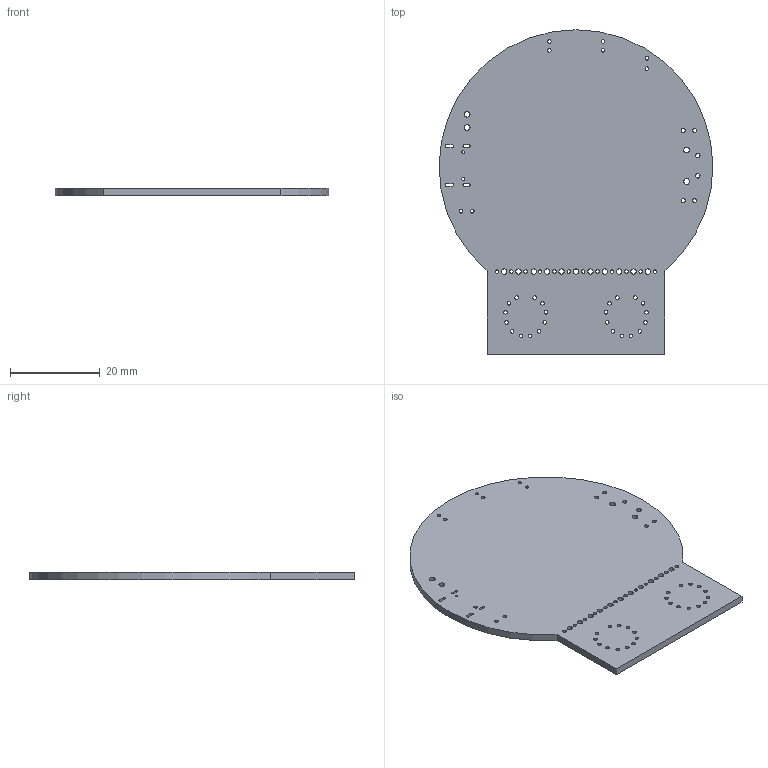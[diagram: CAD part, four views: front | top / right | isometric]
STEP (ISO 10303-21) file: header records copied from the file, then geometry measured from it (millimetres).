
FILE_DESCRIPTION(('KiCad electronic assembly'),'2;1');
FILE_NAME('IN-8.step','2023-01-11T18:26:05',('Pcbnew'),('Kicad'), 'Open CASCADE STEP processor 7.6','KiCad to STEP converter','Unknown' );
FILE_SCHEMA(('AUTOMOTIVE_DESIGN { 1 0 10303 214 1 1 1 1 }'));
Length unit declared in the file: millimetre
Products named in the file (2): IN-8 1; IN-8 PCB
Assembly tree (1 placements, depth 2):
  IN-8 1
    IN-8 PCB
Bounding box: 60.93 x 72.21 x 1.6 mm (x, y, z)
Volume: 5448.1 mm3; surface area: 7501.5 mm2
Topology: 1 solids, 1 shells, 92 faces, 270 edges, 180 vertices
Faces by surface type: cylinder 77, plane 15
Full cylindrical faces by diameter (mm): 0.6 x1, 0.8 x44, 0.9 x4, 1 x2, 1.2 x11, 1.3 x4
Entity records: 7451 total; most frequent: CARTESIAN_POINT 2008, DIRECTION 998, ORIENTED_EDGE 540, PCURVE 540, DEFINITIONAL_REPRESENTATION 540, LINE 502, VECTOR 502, EDGE_CURVE 270
